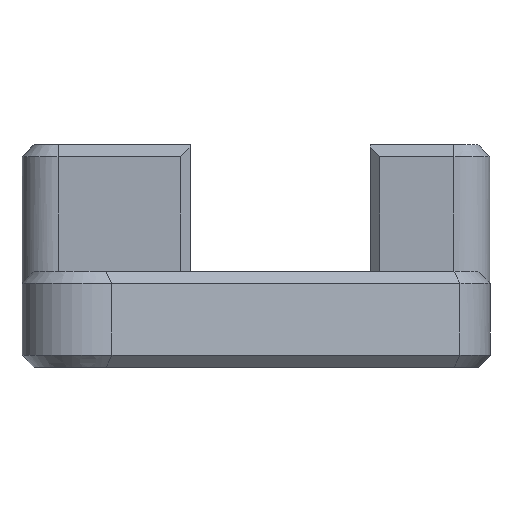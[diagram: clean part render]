
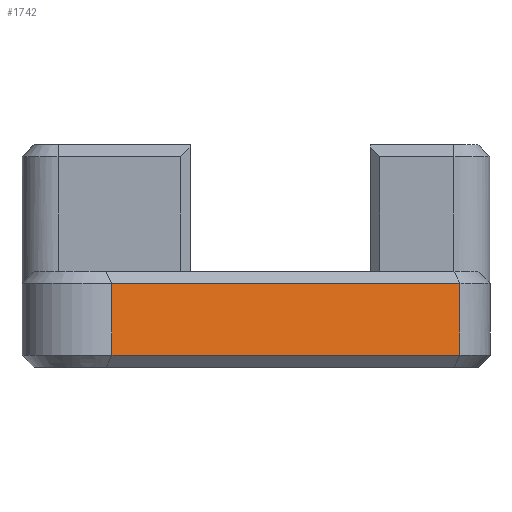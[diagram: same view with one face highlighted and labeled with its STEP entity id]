
A CAD part, left-side view. The second image highlights one B-rep face of the part: STEP entity #1742.
In plain terms, the highlighted planar face has unit normal (-0.866, -0.5, 0).
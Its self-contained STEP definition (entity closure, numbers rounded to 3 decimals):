
#82=PLANE('',#1906);
#159=FACE_OUTER_BOUND('',#275,.T.);
#275=EDGE_LOOP('',(#1362,#1363,#1364,#1365));
#414=LINE('',#2854,#592);
#421=LINE('',#2985,#599);
#422=LINE('',#2989,#600);
#423=LINE('',#2990,#601);
#592=VECTOR('',#2193,10.);
#599=VECTOR('',#2210,10.);
#600=VECTOR('',#2217,10.);
#601=VECTOR('',#2218,10.);
#852=VERTEX_POINT('',#2847);
#853=VERTEX_POINT('',#2853);
#854=VERTEX_POINT('',#2941);
#855=VERTEX_POINT('',#2981);
#1029=EDGE_CURVE('',#852,#853,#414,.T.);
#1040=EDGE_CURVE('',#854,#855,#421,.T.);
#1042=EDGE_CURVE('',#855,#852,#422,.T.);
#1043=EDGE_CURVE('',#853,#854,#423,.T.);
#1362=ORIENTED_EDGE('',*,*,#1029,.F.);
#1363=ORIENTED_EDGE('',*,*,#1042,.F.);
#1364=ORIENTED_EDGE('',*,*,#1040,.F.);
#1365=ORIENTED_EDGE('',*,*,#1043,.F.);
#1742=ADVANCED_FACE('',(#159),#82,.T.);
#1906=AXIS2_PLACEMENT_3D('',#2988,#2215,#2216);
#2193=DIRECTION('',(0.,0.,-1.));
#2210=DIRECTION('',(0.,0.,1.));
#2215=DIRECTION('center_axis',(-0.866,-0.5,0.));
#2216=DIRECTION('ref_axis',(0.5,-0.866,0.));
#2217=DIRECTION('',(0.5,-0.866,0.));
#2218=DIRECTION('',(-0.5,0.866,0.));
#2847=CARTESIAN_POINT('',(187.285,-45.729,17.974));
#2853=CARTESIAN_POINT('',(187.285,-45.729,11.974));
#2854=CARTESIAN_POINT('',(187.285,-45.729,15.75));
#2941=CARTESIAN_POINT('',(170.542,-16.729,11.974));
#2981=CARTESIAN_POINT('',(170.542,-16.729,17.974));
#2985=CARTESIAN_POINT('',(170.542,-16.729,15.75));
#2988=CARTESIAN_POINT('Origin',(164.692,-6.595,10.974));
#2989=CARTESIAN_POINT('',(175.363,-25.078,17.974));
#2990=CARTESIAN_POINT('',(175.363,-25.078,11.974));
